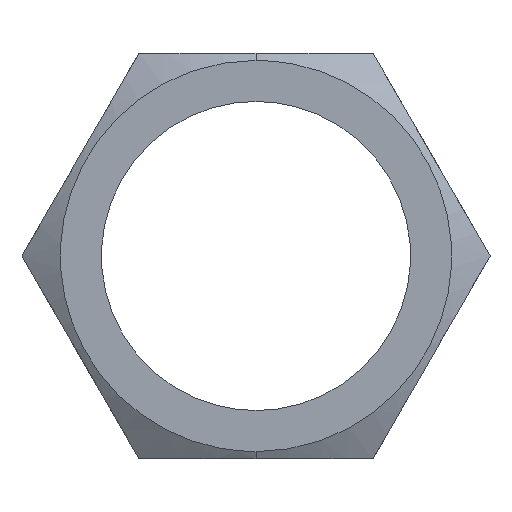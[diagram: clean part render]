
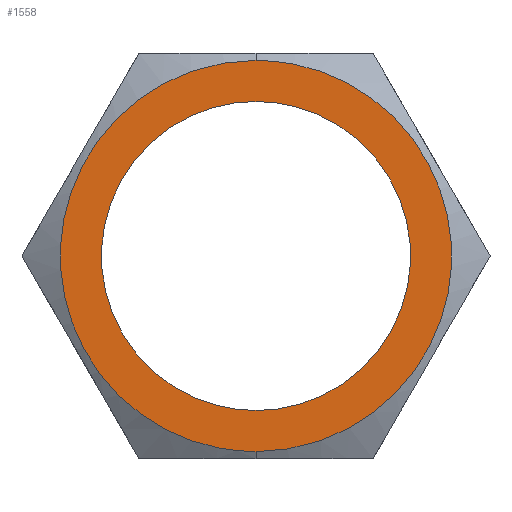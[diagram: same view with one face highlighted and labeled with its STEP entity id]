
A CAD part, left-side view. The second image highlights one B-rep face of the part: STEP entity #1558.
In plain terms, the highlighted free-form (B-spline) face has degree [1, 1] with [2, 2] control points.
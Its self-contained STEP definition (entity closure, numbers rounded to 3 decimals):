
#120 = VERTEX_POINT('',#121);
#121 = CARTESIAN_POINT('',(0.,0.,43.706));
#126 = EDGE_CURVE('',#127,#120,#129,.T.);
#127 = VERTEX_POINT('',#128);
#128 = CARTESIAN_POINT('',(0.,0.,-43.706));
#129 = ( BOUNDED_CURVE() B_SPLINE_CURVE(2,(#130,#131,#132,#133,#134),
.UNSPECIFIED.,.F.,.F.) B_SPLINE_CURVE_WITH_KNOTS((3,2,3),(3.142,
4.712,6.283),.PIECEWISE_BEZIER_KNOTS.) CURVE() 
GEOMETRIC_REPRESENTATION_ITEM() RATIONAL_B_SPLINE_CURVE((1.,
0.707,1.,0.707,1.)) REPRESENTATION_ITEM('') );
#130 = CARTESIAN_POINT('',(0.,0.,-43.706));
#131 = CARTESIAN_POINT('',(0.,-43.706,-43.706));
#132 = CARTESIAN_POINT('',(0.,-43.706,0.));
#133 = CARTESIAN_POINT('',(0.,-43.706,43.706));
#134 = CARTESIAN_POINT('',(0.,0.,43.706));
#295 = EDGE_CURVE('',#296,#298,#300,.T.);
#296 = VERTEX_POINT('',#297);
#297 = CARTESIAN_POINT('',(0.,0.,55.323));
#298 = VERTEX_POINT('',#299);
#299 = CARTESIAN_POINT('',(0.,0.,-55.323));
#300 = ( BOUNDED_CURVE() B_SPLINE_CURVE(2,(#301,#302,#303,#304,#305),
.UNSPECIFIED.,.F.,.F.) B_SPLINE_CURVE_WITH_KNOTS((3,2,3),(0.,
1.571,3.142),.PIECEWISE_BEZIER_KNOTS.) CURVE() 
GEOMETRIC_REPRESENTATION_ITEM() RATIONAL_B_SPLINE_CURVE((1.,
0.707,1.,0.707,1.)) REPRESENTATION_ITEM('') );
#301 = CARTESIAN_POINT('',(0.,0.,55.323));
#302 = CARTESIAN_POINT('',(0.,55.323,55.323));
#303 = CARTESIAN_POINT('',(0.,55.323,0.));
#304 = CARTESIAN_POINT('',(0.,55.323,-55.323));
#305 = CARTESIAN_POINT('',(0.,0.,-55.323));
#1150 = EDGE_CURVE('',#298,#296,#1151,.T.);
#1151 = ( BOUNDED_CURVE() B_SPLINE_CURVE(2,(#1152,#1153,#1154,#1155,
#1156),.UNSPECIFIED.,.F.,.F.) B_SPLINE_CURVE_WITH_KNOTS((3,2,3),(
    3.142,4.712,6.283),
.PIECEWISE_BEZIER_KNOTS.) CURVE() GEOMETRIC_REPRESENTATION_ITEM() 
RATIONAL_B_SPLINE_CURVE((1.,0.707,1.,0.707,1.)) 
REPRESENTATION_ITEM('') );
#1152 = CARTESIAN_POINT('',(0.,0.,-55.323));
#1153 = CARTESIAN_POINT('',(0.,-55.323,-55.323));
#1154 = CARTESIAN_POINT('',(0.,-55.323,0.));
#1155 = CARTESIAN_POINT('',(0.,-55.323,55.323));
#1156 = CARTESIAN_POINT('',(0.,0.,55.323));
#1537 = EDGE_CURVE('',#120,#127,#1538,.T.);
#1538 = ( BOUNDED_CURVE() B_SPLINE_CURVE(2,(#1539,#1540,#1541,#1542,
#1543),.UNSPECIFIED.,.F.,.F.) B_SPLINE_CURVE_WITH_KNOTS((3,2,3),(0.,
1.571,3.142),.PIECEWISE_BEZIER_KNOTS.) CURVE() 
GEOMETRIC_REPRESENTATION_ITEM() RATIONAL_B_SPLINE_CURVE((1.,
0.707,1.,0.707,1.)) REPRESENTATION_ITEM('') );
#1539 = CARTESIAN_POINT('',(0.,0.,43.706));
#1540 = CARTESIAN_POINT('',(0.,43.706,43.706));
#1541 = CARTESIAN_POINT('',(0.,43.706,0.));
#1542 = CARTESIAN_POINT('',(0.,43.706,-43.706));
#1543 = CARTESIAN_POINT('',(0.,0.,-43.706));
#1558 = ADVANCED_FACE('',(#1559,#1563),#1567,.F.);
#1559 = FACE_BOUND('',#1560,.T.);
#1560 = EDGE_LOOP('',(#1561,#1562));
#1561 = ORIENTED_EDGE('',*,*,#1537,.F.);
#1562 = ORIENTED_EDGE('',*,*,#126,.F.);
#1563 = FACE_BOUND('',#1564,.T.);
#1564 = EDGE_LOOP('',(#1565,#1566));
#1565 = ORIENTED_EDGE('',*,*,#1150,.T.);
#1566 = ORIENTED_EDGE('',*,*,#295,.T.);
#1567 = B_SPLINE_SURFACE_WITH_KNOTS('',1,1,(
    (#1568,#1569)
    ,(#1570,#1571
  )),.UNSPECIFIED.,.F.,.F.,.F.,(2,2),(2,2),(-44.05,44.05),(-78.85,9.25),
  .PIECEWISE_BEZIER_KNOTS.);
#1568 = CARTESIAN_POINT('',(0.,-55.323,55.323));
#1569 = CARTESIAN_POINT('',(0.,55.323,55.323));
#1570 = CARTESIAN_POINT('',(0.,-55.323,-55.323));
#1571 = CARTESIAN_POINT('',(0.,55.323,-55.323));
